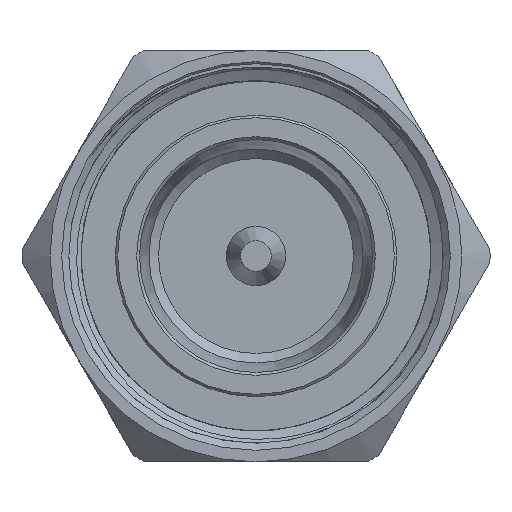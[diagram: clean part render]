
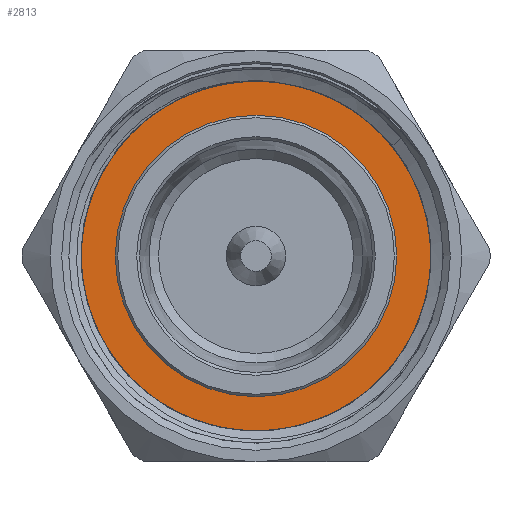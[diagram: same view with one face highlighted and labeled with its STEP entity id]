
A CAD part, left-side view. The second image highlights one B-rep face of the part: STEP entity #2813.
In plain terms, the highlighted planar face has unit normal (-1, 0, 0).
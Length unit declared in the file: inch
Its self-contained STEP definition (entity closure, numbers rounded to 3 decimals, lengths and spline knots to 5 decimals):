
#154 = CARTESIAN_POINT ( 'NONE',  ( 0.32, -0.14696, -0.36127 ) ) ;
#168 = CARTESIAN_POINT ( 'NONE',  ( 0.32, -0.24435, -0.30799 ) ) ;
#181 = CARTESIAN_POINT ( 'NONE',  ( 0.32, -0.27282, -0.28385 ) ) ;
#189 = CIRCLE ( 'NONE', #5058, 0.296 ) ;
#202 = CARTESIAN_POINT ( 'NONE',  ( 0.32, 0.17602, -0.33744 ) ) ;
#327 = CARTESIAN_POINT ( 'NONE',  ( 0.32, 0., 0. ) ) ;
#372 = CARTESIAN_POINT ( 'NONE',  ( 0.32, -0.296, 0. ) ) ;
#592 = LINE ( 'NONE', #327, #3867 ) ;
#622 = CARTESIAN_POINT ( 'NONE',  ( 0.32, 0.35974, -0.0927 ) ) ;
#656 = CARTESIAN_POINT ( 'NONE',  ( 0.32, 0.34356, -0.14563 ) ) ;
#1035 = VERTEX_POINT ( 'NONE', #372 ) ;
#1064 = CARTESIAN_POINT ( 'NONE',  ( 0.32, 0.07264, -0.37827 ) ) ;
#1101 = CARTESIAN_POINT ( 'NONE',  ( 0.32, 0.36886, -0.01871 ) ) ;
#1172 = CARTESIAN_POINT ( 'NONE',  ( 0.32, 0.36833, 0. ) ) ;
#1306 = VERTEX_POINT ( 'NONE', #1172 ) ;
#1415 = DIRECTION ( 'NONE',  ( -1., 0., 0. ) ) ;
#1452 = EDGE_LOOP ( 'NONE', ( #4458, #1863, #4771 ) ) ;
#1493 = CARTESIAN_POINT ( 'NONE',  ( 0.32, 0.36341, -0.07443 ) ) ;
#1517 = CARTESIAN_POINT ( 'NONE',  ( 0.32, 0.28835, -0.24193 ) ) ;
#1540 = AXIS2_PLACEMENT_3D ( 'NONE', #5789, #1415, #4030 ) ;
#1596 = DIRECTION ( 'NONE',  ( -1., 0., 0. ) ) ;
#1634 = CARTESIAN_POINT ( 'NONE',  ( 0.32, 0., 0. ) ) ;
#1764 = PLANE ( 'NONE',  #1540 ) ;
#1863 = ORIENTED_EDGE ( 'NONE', *, *, #3377, .T. ) ;
#1950 = CARTESIAN_POINT ( 'NONE',  ( 0.32, 0.32839, -0.17951 ) ) ;
#2338 = CARTESIAN_POINT ( 'NONE',  ( 0.32, 0.36797, -0.03733 ) ) ;
#2389 = CARTESIAN_POINT ( 'NONE',  ( 0.32, -0.09337, -0.37703 ) ) ;
#2504 = DIRECTION ( 'NONE',  ( 0., -1., 0. ) ) ;
#2549 = DIRECTION ( 'NONE',  ( 0., -1., 0. ) ) ;
#2629 = EDGE_CURVE ( 'NONE', #1035, #1035, #189, .T. ) ;
#2633 = EDGE_CURVE ( 'NONE', #5561, #3834, #4936, .T. ) ;
#2795 = CARTESIAN_POINT ( 'NONE',  ( 0.32, 0.15955, -0.34614 ) ) ;
#2811 = CARTESIAN_POINT ( 'NONE',  ( 0.32, 0.22225, -0.30698 ) ) ;
#2813 = ADVANCED_FACE ( 'NONE', ( #3309, #4026 ), #1764, .T. ) ;
#2869 = CARTESIAN_POINT ( 'NONE',  ( 0.32, -0.21342, -0.32895 ) ) ;
#3246 = CARTESIAN_POINT ( 'NONE',  ( 0.32, 0.25057, -0.28294 ) ) ;
#3269 = CARTESIAN_POINT ( 'NONE',  ( 0.32, -0.16408, -0.3544 ) ) ;
#3282 = CARTESIAN_POINT ( 'NONE',  ( 0.32, 0.36833, 0. ) ) ;
#3300 = CARTESIAN_POINT ( 'NONE',  ( 0.32, -0.259, -0.29645 ) ) ;
#3309 = FACE_BOUND ( 'NONE', #3727, .T. ) ;
#3377 = EDGE_CURVE ( 'NONE', #3834, #1306, #592, .T. ) ;
#3382 = CARTESIAN_POINT ( 'NONE',  ( 0.32, 0., 0. ) ) ;
#3703 = CARTESIAN_POINT ( 'NONE',  ( 0.32, -0.11165, -0.37259 ) ) ;
#3712 = CARTESIAN_POINT ( 'NONE',  ( 0.32, -0.27282, -0.28385 ) ) ;
#3727 = EDGE_LOOP ( 'NONE', ( #4054 ) ) ;
#3737 = CARTESIAN_POINT ( 'NONE',  ( 0.32, 0.29945, -0.22719 ) ) ;
#3834 = VERTEX_POINT ( 'NONE', #5262 ) ;
#3867 = VECTOR ( 'NONE', #4871, 39.37008 ) ;
#3893 = DIRECTION ( 'NONE',  ( -1., 0., 0. ) ) ;
#4026 = FACE_OUTER_BOUND ( 'NONE', #1452, .T. ) ;
#4030 = DIRECTION ( 'NONE',  ( 0., -1., 0. ) ) ;
#4054 = ORIENTED_EDGE ( 'NONE', *, *, #2629, .F. ) ;
#4071 = B_SPLINE_CURVE_WITH_KNOTS ( 'NONE', 3,
 ( #3282, #1101, #2338, #1493, #622, #5529, #656, #1950, #4626, #3737, #1517, #5563, #3246, #2811, #4648, #202, #2795, #5032, #1064, #4576, #5044, #5487, #4218, #4165, #4597, #2389, #3703, #154, #3269, #4144, #2869, #168, #3300, #181 ),
 .UNSPECIFIED., .F., .F.,
 ( 4, 2, 2, 2, 2, 2, 2, 2, 2, 2, 2, 2, 2, 2, 2, 2, 4 ),
 ( 0., 0.00142, 0.00284, 0.00426, 0.00568, 0.0071, 0.00853, 0.00995, 0.01137, 0.01421, 0.01492, 0.01563, 0.01705, 0.01847, 0.01989, 0.02131, 0.02273 ),
 .UNSPECIFIED. ) ;
#4144 = CARTESIAN_POINT ( 'NONE',  ( 0.32, -0.19728, -0.33825 ) ) ;
#4165 = CARTESIAN_POINT ( 'NONE',  ( 0.32, -0.03846, -0.38495 ) ) ;
#4218 = CARTESIAN_POINT ( 'NONE',  ( 0.32, -0.01075, -0.38563 ) ) ;
#4458 = ORIENTED_EDGE ( 'NONE', *, *, #2633, .T. ) ;
#4576 = CARTESIAN_POINT ( 'NONE',  ( 0.32, 0.02643, -0.38387 ) ) ;
#4597 = CARTESIAN_POINT ( 'NONE',  ( 0.32, -0.05683, -0.38319 ) ) ;
#4626 = CARTESIAN_POINT ( 'NONE',  ( 0.32, 0.31944, -0.19606 ) ) ;
#4648 = CARTESIAN_POINT ( 'NONE',  ( 0.32, 0.20734, -0.31787 ) ) ;
#4771 = ORIENTED_EDGE ( 'NONE', *, *, #5101, .T. ) ;
#4871 = DIRECTION ( 'NONE',  ( 0., -1., 0. ) ) ;
#4936 = CIRCLE ( 'NONE', #5393, 0.3937 ) ;
#5032 = CARTESIAN_POINT ( 'NONE',  ( 0.32, 0.10823, -0.36857 ) ) ;
#5044 = CARTESIAN_POINT ( 'NONE',  ( 0.32, 0.01709, -0.38465 ) ) ;
#5058 = AXIS2_PLACEMENT_3D ( 'NONE', #3382, #1596, #2504 ) ;
#5101 = EDGE_CURVE ( 'NONE', #1306, #5561, #4071, .T. ) ;
#5262 = CARTESIAN_POINT ( 'NONE',  ( 0.32, 0.3937, 0. ) ) ;
#5393 = AXIS2_PLACEMENT_3D ( 'NONE', #1634, #3893, #2549 ) ;
#5487 = CARTESIAN_POINT ( 'NONE',  ( 0.32, -0.00149, -0.38553 ) ) ;
#5529 = CARTESIAN_POINT ( 'NONE',  ( 0.32, 0.34982, -0.12826 ) ) ;
#5561 = VERTEX_POINT ( 'NONE', #3712 ) ;
#5563 = CARTESIAN_POINT ( 'NONE',  ( 0.32, 0.26397, -0.26976 ) ) ;
#5789 = CARTESIAN_POINT ( 'NONE',  ( 0.32, 0., 0. ) ) ;
